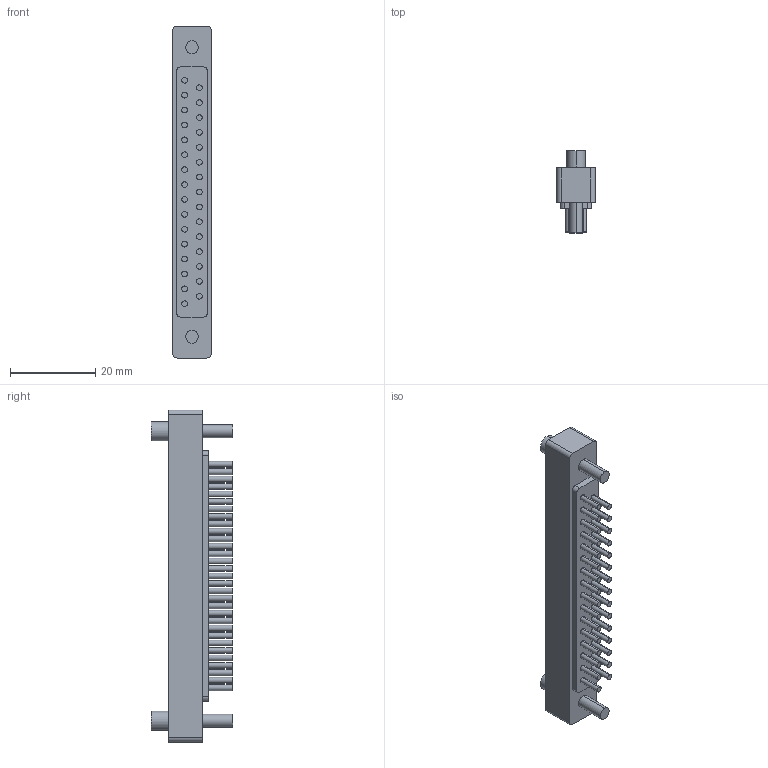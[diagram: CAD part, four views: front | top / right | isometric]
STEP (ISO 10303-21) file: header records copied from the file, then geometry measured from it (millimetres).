
FILE_DESCRIPTION (( 'STEP AP214' ), '1' );
FILE_NAME ('GRPM1-31-GO2V.STEP', '2023-02-06T19:31:52', ( '' ), ( '' ), 'SwSTEP 2.0', 'SolidWorks 2018', '' );
FILE_SCHEMA (( 'AUTOMOTIVE_DESIGN' ));
Length unit declared in the file: millimetre
Products named in the file (1): GRPM1-31-GO2V
Bounding box: 9 x 19.15 x 78 mm (x, y, z)
Volume: 6596.9 mm3; surface area: 4135.7 mm2
Topology: 1 solids, 1 shells, 223 faces, 456 edges, 304 vertices
Faces by surface type: cylinder 144, plane 79
Entity records: 6283 total; most frequent: DIRECTION 1192, CARTESIAN_POINT 984, ORIENTED_EDGE 912, AXIS2_PLACEMENT_3D 512, EDGE_CURVE 456, VERTEX_POINT 304, EDGE_LOOP 292, CIRCLE 288
